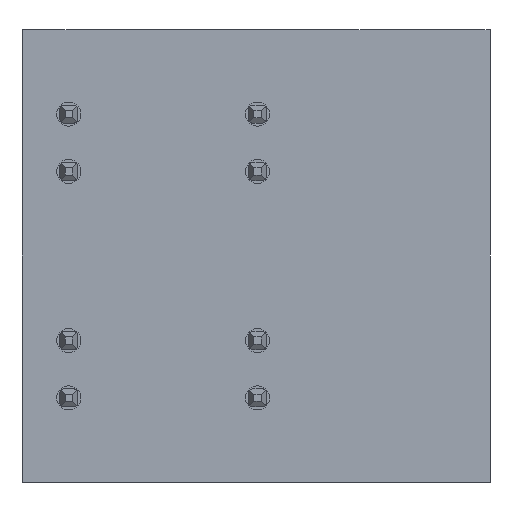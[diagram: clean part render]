
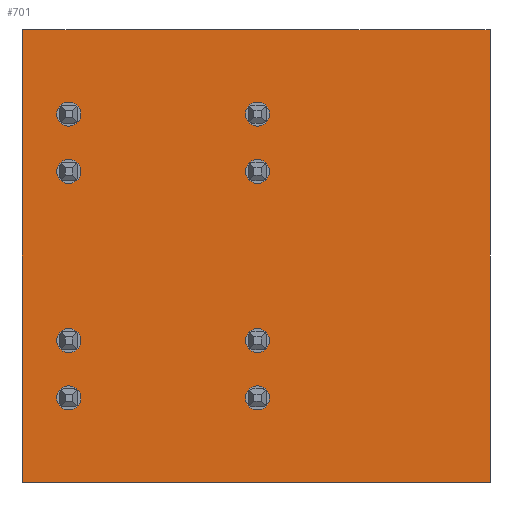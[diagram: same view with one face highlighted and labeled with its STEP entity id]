
A CAD part, front view. The second image highlights one B-rep face of the part: STEP entity #701.
In plain terms, the highlighted planar face has unit normal (0, -1, 0).
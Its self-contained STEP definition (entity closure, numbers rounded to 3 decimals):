
#701=ADVANCED_FACE('',(#1586,#1587,#1588,#1589,#1590,#1591,#1592,#1593,#1594),#1595,.T.);
#1586=FACE_OUTER_BOUND('',#2654,.T.);
#1587=FACE_BOUND('',#2655,.T.);
#1588=FACE_BOUND('',#2656,.T.);
#1589=FACE_BOUND('',#2657,.T.);
#1590=FACE_BOUND('',#2658,.T.);
#1591=FACE_BOUND('',#2659,.T.);
#1592=FACE_BOUND('',#2660,.T.);
#1593=FACE_BOUND('',#2661,.T.);
#1594=FACE_BOUND('',#2662,.T.);
#1595=PLANE('',#2663);
#2654=EDGE_LOOP('',(#4749,#4750,#4751,#4752));
#2655=EDGE_LOOP('',(#4753,#4754));
#2656=EDGE_LOOP('',(#4755,#4756));
#2657=EDGE_LOOP('',(#4757,#4758));
#2658=EDGE_LOOP('',(#4759,#4760));
#2659=EDGE_LOOP('',(#4761,#4762));
#2660=EDGE_LOOP('',(#4763,#4764));
#2661=EDGE_LOOP('',(#4765,#4766));
#2662=EDGE_LOOP('',(#4767,#4768));
#2663=AXIS2_PLACEMENT_3D('',#4769,#4770,#4771);
#4749=ORIENTED_EDGE('',*,*,#6903,.F.);
#4750=ORIENTED_EDGE('',*,*,#7127,.T.);
#4751=ORIENTED_EDGE('',*,*,#7093,.T.);
#4752=ORIENTED_EDGE('',*,*,#6609,.F.);
#4753=ORIENTED_EDGE('',*,*,#7128,.T.);
#4754=ORIENTED_EDGE('',*,*,#7129,.T.);
#4755=ORIENTED_EDGE('',*,*,#7130,.T.);
#4756=ORIENTED_EDGE('',*,*,#7131,.T.);
#4757=ORIENTED_EDGE('',*,*,#7132,.T.);
#4758=ORIENTED_EDGE('',*,*,#7133,.T.);
#4759=ORIENTED_EDGE('',*,*,#7134,.T.);
#4760=ORIENTED_EDGE('',*,*,#7135,.T.);
#4761=ORIENTED_EDGE('',*,*,#6894,.T.);
#4762=ORIENTED_EDGE('',*,*,#7136,.T.);
#4763=ORIENTED_EDGE('',*,*,#6869,.T.);
#4764=ORIENTED_EDGE('',*,*,#7137,.T.);
#4765=ORIENTED_EDGE('',*,*,#7138,.T.);
#4766=ORIENTED_EDGE('',*,*,#7139,.T.);
#4767=ORIENTED_EDGE('',*,*,#7140,.T.);
#4768=ORIENTED_EDGE('',*,*,#7141,.T.);
#4769=CARTESIAN_POINT('',(16.988,-0.323,41.216));
#4770=DIRECTION('',(0.0,-1.0,0.0));
#4771=DIRECTION('',(1.0,0.0,0.));
#6609=EDGE_CURVE('',#8029,#8031,#8032,.T.);
#6869=EDGE_CURVE('',#8421,#8422,#8423,.T.);
#6894=EDGE_CURVE('',#8456,#8457,#8458,.T.);
#6903=EDGE_CURVE('',#8467,#8029,#8469,.T.);
#7093=EDGE_CURVE('',#8744,#8031,#8745,.T.);
#7127=EDGE_CURVE('',#8467,#8744,#8788,.T.);
#7128=EDGE_CURVE('',#8789,#8790,#8791,.T.);
#7129=EDGE_CURVE('',#8790,#8789,#8792,.T.);
#7130=EDGE_CURVE('',#8793,#8794,#8795,.T.);
#7131=EDGE_CURVE('',#8794,#8793,#8796,.T.);
#7132=EDGE_CURVE('',#8797,#8798,#8799,.T.);
#7133=EDGE_CURVE('',#8798,#8797,#8800,.T.);
#7134=EDGE_CURVE('',#8801,#8802,#8803,.T.);
#7135=EDGE_CURVE('',#8802,#8801,#8804,.T.);
#7136=EDGE_CURVE('',#8457,#8456,#8805,.T.);
#7137=EDGE_CURVE('',#8422,#8421,#8806,.T.);
#7138=EDGE_CURVE('',#8807,#8808,#8809,.T.);
#7139=EDGE_CURVE('',#8808,#8807,#8810,.T.);
#7140=EDGE_CURVE('',#8811,#8812,#8813,.T.);
#7141=EDGE_CURVE('',#8812,#8811,#8814,.T.);
#8029=VERTEX_POINT('',#10220);
#8031=VERTEX_POINT('',#10223);
#8032=LINE('',#10224,#10225);
#8421=VERTEX_POINT('',#11040);
#8422=VERTEX_POINT('',#11041);
#8423=CIRCLE('',#11042,0.8);
#8456=VERTEX_POINT('',#11087);
#8457=VERTEX_POINT('',#11088);
#8458=CIRCLE('',#11089,0.8);
#8467=VERTEX_POINT('',#11103);
#8469=LINE('',#11106,#11107);
#8744=VERTEX_POINT('',#11606);
#8745=LINE('',#11607,#11608);
#8788=LINE('',#11741,#11742);
#8789=VERTEX_POINT('',#11743);
#8790=VERTEX_POINT('',#11744);
#8791=CIRCLE('',#11745,0.8);
#8792=CIRCLE('',#11746,0.8);
#8793=VERTEX_POINT('',#11747);
#8794=VERTEX_POINT('',#11748);
#8795=CIRCLE('',#11749,0.8);
#8796=CIRCLE('',#11750,0.8);
#8797=VERTEX_POINT('',#11751);
#8798=VERTEX_POINT('',#11752);
#8799=CIRCLE('',#11753,0.8);
#8800=CIRCLE('',#11754,0.8);
#8801=VERTEX_POINT('',#11755);
#8802=VERTEX_POINT('',#11756);
#8803=CIRCLE('',#11757,0.8);
#8804=CIRCLE('',#11758,0.8);
#8805=CIRCLE('',#11759,0.8);
#8806=CIRCLE('',#11760,0.8);
#8807=VERTEX_POINT('',#11761);
#8808=VERTEX_POINT('',#11762);
#8809=CIRCLE('',#11763,0.8);
#8810=CIRCLE('',#11764,0.8);
#8811=VERTEX_POINT('',#11765);
#8812=VERTEX_POINT('',#11766);
#8813=CIRCLE('',#11767,0.8);
#8814=CIRCLE('',#11768,0.8);
#10220=CARTESIAN_POINT('',(-3.736,-0.323,43.183));
#10223=CARTESIAN_POINT('',(27.264,-0.323,43.183));
#10224=CARTESIAN_POINT('',(48.539,-0.323,43.183));
#10225=VECTOR('',#12970,1.0);
#11040=CARTESIAN_POINT('',(11.064,-0.323,37.583));
#11041=CARTESIAN_POINT('',(12.664,-0.323,37.583));
#11042=AXIS2_PLACEMENT_3D('',#13307,#13308,#13309);
#11087=CARTESIAN_POINT('',(0.164,-0.323,37.583));
#11088=CARTESIAN_POINT('',(-1.436,-0.323,37.583));
#11089=AXIS2_PLACEMENT_3D('',#13334,#13335,#13336);
#11103=CARTESIAN_POINT('',(-3.736,-0.323,13.183));
#11106=CARTESIAN_POINT('',(-3.736,-0.323,62.218));
#11107=VECTOR('',#13343,1.0);
#11606=CARTESIAN_POINT('',(27.264,-0.323,13.183));
#11607=CARTESIAN_POINT('',(27.264,-0.323,77.218));
#11608=VECTOR('',#13586,1.0);
#11741=CARTESIAN_POINT('',(48.539,-0.323,13.183));
#11742=VECTOR('',#13620,1.0);
#11743=CARTESIAN_POINT('',(12.664,-0.323,33.783));
#11744=CARTESIAN_POINT('',(11.064,-0.323,33.783));
#11745=AXIS2_PLACEMENT_3D('',#13621,#13622,#13623);
#11746=AXIS2_PLACEMENT_3D('',#13624,#13625,#13626);
#11747=CARTESIAN_POINT('',(-1.436,-0.323,33.783));
#11748=CARTESIAN_POINT('',(0.164,-0.323,33.783));
#11749=AXIS2_PLACEMENT_3D('',#13627,#13628,#13629);
#11750=AXIS2_PLACEMENT_3D('',#13630,#13631,#13632);
#11751=CARTESIAN_POINT('',(0.164,-0.323,22.583));
#11752=CARTESIAN_POINT('',(-1.436,-0.323,22.583));
#11753=AXIS2_PLACEMENT_3D('',#13633,#13634,#13635);
#11754=AXIS2_PLACEMENT_3D('',#13636,#13637,#13638);
#11755=CARTESIAN_POINT('',(12.664,-0.323,22.583));
#11756=CARTESIAN_POINT('',(11.064,-0.323,22.583));
#11757=AXIS2_PLACEMENT_3D('',#13639,#13640,#13641);
#11758=AXIS2_PLACEMENT_3D('',#13642,#13643,#13644);
#11759=AXIS2_PLACEMENT_3D('',#13645,#13646,#13647);
#11760=AXIS2_PLACEMENT_3D('',#13648,#13649,#13650);
#11761=CARTESIAN_POINT('',(-1.436,-0.323,18.783));
#11762=CARTESIAN_POINT('',(0.164,-0.323,18.783));
#11763=AXIS2_PLACEMENT_3D('',#13651,#13652,#13653);
#11764=AXIS2_PLACEMENT_3D('',#13654,#13655,#13656);
#11765=CARTESIAN_POINT('',(12.664,-0.323,18.783));
#11766=CARTESIAN_POINT('',(11.064,-0.323,18.783));
#11767=AXIS2_PLACEMENT_3D('',#13657,#13658,#13659);
#11768=AXIS2_PLACEMENT_3D('',#13660,#13661,#13662);
#12970=DIRECTION('',(1.0,0.0,0.));
#13307=CARTESIAN_POINT('',(11.864,-0.323,37.583));
#13308=DIRECTION('',(-0.0,1.0,0.0));
#13309=DIRECTION('',(1.0,0.0,0.));
#13334=CARTESIAN_POINT('',(-0.636,-0.323,37.583));
#13335=DIRECTION('',(-0.0,1.0,0.0));
#13336=DIRECTION('',(1.0,0.0,0.));
#13343=DIRECTION('',(0.,0.0,1.0));
#13586=DIRECTION('',(0.,0.0,1.0));
#13620=DIRECTION('',(1.0,0.0,0.));
#13621=CARTESIAN_POINT('',(11.864,-0.323,33.783));
#13622=DIRECTION('',(-0.0,1.0,0.0));
#13623=DIRECTION('',(1.0,0.0,0.));
#13624=CARTESIAN_POINT('',(11.864,-0.323,33.783));
#13625=DIRECTION('',(-0.0,1.0,0.0));
#13626=DIRECTION('',(1.0,0.0,0.));
#13627=CARTESIAN_POINT('',(-0.636,-0.323,33.783));
#13628=DIRECTION('',(-0.0,1.0,0.0));
#13629=DIRECTION('',(1.0,0.0,0.));
#13630=CARTESIAN_POINT('',(-0.636,-0.323,33.783));
#13631=DIRECTION('',(-0.0,1.0,0.0));
#13632=DIRECTION('',(1.0,0.0,0.));
#13633=CARTESIAN_POINT('',(-0.636,-0.323,22.583));
#13634=DIRECTION('',(-0.0,1.0,0.0));
#13635=DIRECTION('',(1.0,0.0,0.));
#13636=CARTESIAN_POINT('',(-0.636,-0.323,22.583));
#13637=DIRECTION('',(-0.0,1.0,0.0));
#13638=DIRECTION('',(1.0,0.0,0.));
#13639=CARTESIAN_POINT('',(11.864,-0.323,22.583));
#13640=DIRECTION('',(-0.0,1.0,0.0));
#13641=DIRECTION('',(1.0,0.0,0.));
#13642=CARTESIAN_POINT('',(11.864,-0.323,22.583));
#13643=DIRECTION('',(-0.0,1.0,0.0));
#13644=DIRECTION('',(1.0,0.0,0.));
#13645=CARTESIAN_POINT('',(-0.636,-0.323,37.583));
#13646=DIRECTION('',(-0.0,1.0,0.0));
#13647=DIRECTION('',(1.0,0.0,0.));
#13648=CARTESIAN_POINT('',(11.864,-0.323,37.583));
#13649=DIRECTION('',(-0.0,1.0,0.0));
#13650=DIRECTION('',(1.0,0.0,0.));
#13651=CARTESIAN_POINT('',(-0.636,-0.323,18.783));
#13652=DIRECTION('',(-0.0,1.0,0.0));
#13653=DIRECTION('',(1.0,0.0,0.));
#13654=CARTESIAN_POINT('',(-0.636,-0.323,18.783));
#13655=DIRECTION('',(-0.0,1.0,0.0));
#13656=DIRECTION('',(1.0,0.0,0.));
#13657=CARTESIAN_POINT('',(11.864,-0.323,18.783));
#13658=DIRECTION('',(-0.0,1.0,0.0));
#13659=DIRECTION('',(1.0,0.0,0.));
#13660=CARTESIAN_POINT('',(11.864,-0.323,18.783));
#13661=DIRECTION('',(-0.0,1.0,0.0));
#13662=DIRECTION('',(1.0,0.0,0.));
